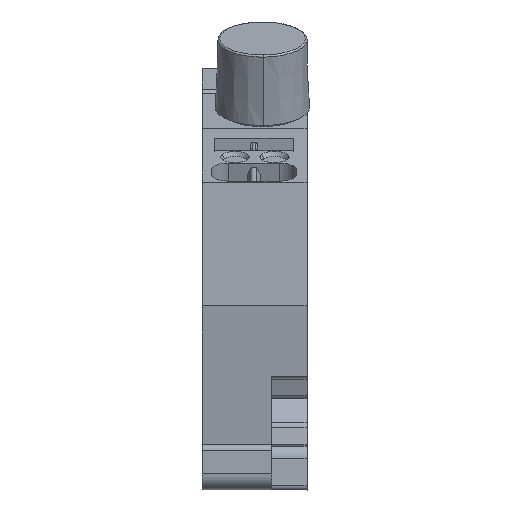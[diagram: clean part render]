
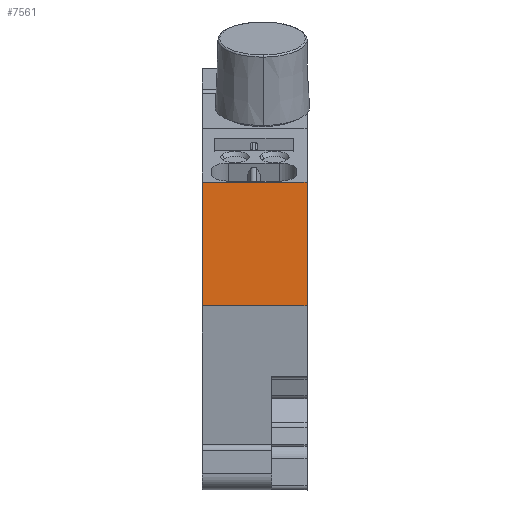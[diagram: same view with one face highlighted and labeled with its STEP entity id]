
A CAD part, front view. The second image highlights one B-rep face of the part: STEP entity #7561.
In plain terms, the highlighted planar face has unit normal (0, -1, 0).
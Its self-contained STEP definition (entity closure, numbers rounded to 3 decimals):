
#7534=AXIS2_PLACEMENT_3D('Plane Axis2P3D',#7531,#7532,#7533) ;
#6045=CARTESIAN_POINT('Vertex',(12.2,0.,21.482)) ;
#6048=CARTESIAN_POINT('Line Origine',(6.1,0.,21.482)) ;
#6052=CARTESIAN_POINT('Vertex',(0.,0.,21.482)) ;
#7531=CARTESIAN_POINT('Axis2P3D Location',(0.,0.,21.482)) ;
#7536=CARTESIAN_POINT('Line Origine',(12.2,0.,28.703)) ;
#7540=CARTESIAN_POINT('Vertex',(12.2,0.,35.924)) ;
#7543=CARTESIAN_POINT('Line Origine',(6.1,0.,35.924)) ;
#7547=CARTESIAN_POINT('Vertex',(0.,0.,35.924)) ;
#7550=CARTESIAN_POINT('Line Origine',(0.,0.,28.703)) ;
#6049=DIRECTION('Vector Direction',(-1.,0.,0.)) ;
#7532=DIRECTION('Axis2P3D Direction',(0.,-1.,0.)) ;
#7533=DIRECTION('Axis2P3D XDirection',(0.,0.,1.)) ;
#7537=DIRECTION('Vector Direction',(0.,0.,1.)) ;
#7544=DIRECTION('Vector Direction',(-1.,0.,0.)) ;
#7551=DIRECTION('Vector Direction',(0.,0.,1.)) ;
#6050=VECTOR('Line Direction',#6049,1.) ;
#7538=VECTOR('Line Direction',#7537,1.) ;
#7545=VECTOR('Line Direction',#7544,1.) ;
#7552=VECTOR('Line Direction',#7551,1.) ;
#7556=ORIENTED_EDGE('',*,*,#6054,.F.) ;
#7557=ORIENTED_EDGE('',*,*,#7542,.T.) ;
#7558=ORIENTED_EDGE('',*,*,#7549,.T.) ;
#7559=ORIENTED_EDGE('',*,*,#7554,.F.) ;
#7561=ADVANCED_FACE('KLTR_ZDU_6_2.1\\Grundk\X2\00F6\X0\rper',(#7560),#7535,.T.) ;
#6054=EDGE_CURVE('',#6046,#6053,#6051,.T.) ;
#7542=EDGE_CURVE('',#6046,#7541,#7539,.T.) ;
#7549=EDGE_CURVE('',#7541,#7548,#7546,.T.) ;
#7554=EDGE_CURVE('',#6053,#7548,#7553,.T.) ;
#7555=EDGE_LOOP('',(#7556,#7557,#7558,#7559)) ;
#7560=FACE_OUTER_BOUND('',#7555,.T.) ;
#6051=LINE('Line',#6048,#6050) ;
#7539=LINE('Line',#7536,#7538) ;
#7546=LINE('Line',#7543,#7545) ;
#7553=LINE('Line',#7550,#7552) ;
#7535=PLANE('',#7534) ;
#6046=VERTEX_POINT('',#6045) ;
#6053=VERTEX_POINT('',#6052) ;
#7541=VERTEX_POINT('',#7540) ;
#7548=VERTEX_POINT('',#7547) ;
